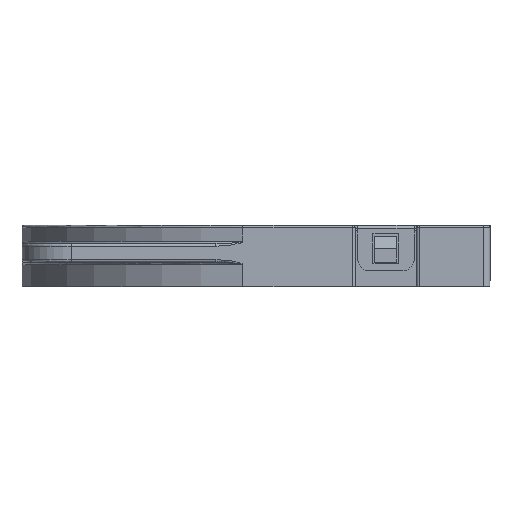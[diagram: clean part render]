
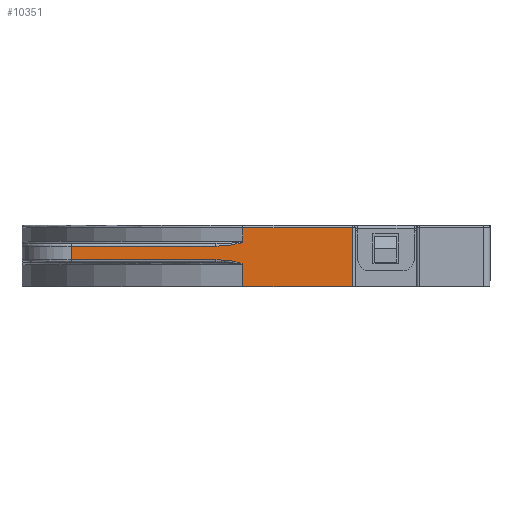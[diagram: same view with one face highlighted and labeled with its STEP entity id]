
A CAD part, left-side view. The second image highlights one B-rep face of the part: STEP entity #10351.
In plain terms, the highlighted planar face has unit normal (-1, 0, 0).
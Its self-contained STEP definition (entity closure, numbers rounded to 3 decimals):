
#48 = CARTESIAN_POINT ( 'NONE',  ( -21., 2.076, 3.7 ) ) ;
#54 = CARTESIAN_POINT ( 'NONE',  ( -21., 16., 5. ) ) ;
#195 = DIRECTION ( 'NONE',  ( 0., 0., 1. ) ) ;
#285 = LINE ( 'NONE', #3466, #551 ) ;
#551 = VECTOR ( 'NONE', #7533, 1000. ) ;
#599 = ORIENTED_EDGE ( 'NONE', *, *, #2424, .F. ) ;
#687 = VECTOR ( 'NONE', #7221, 1000. ) ;
#875 = EDGE_LOOP ( 'NONE', ( #2098, #4598, #6575, #3901, #5664, #4036, #599, #2440, #2660, #9991 ) ) ;
#987 = VERTEX_POINT ( 'NONE', #3822 ) ;
#1232 = VERTEX_POINT ( 'NONE', #8087 ) ;
#1293 = CARTESIAN_POINT ( 'NONE',  ( -21., 4.251, 2.2 ) ) ;
#1360 = CARTESIAN_POINT ( 'NONE',  ( -21., 2.754, 2.07 ) ) ;
#1553 = FACE_OUTER_BOUND ( 'NONE', #875, .T. ) ;
#1578 = CARTESIAN_POINT ( 'NONE',  ( -21., -6.847, 4.8 ) ) ;
#1659 = CARTESIAN_POINT ( 'NONE',  ( -21., 3.501, 3.327 ) ) ;
#1764 = EDGE_CURVE ( 'NONE', #9472, #1232, #9063, .T. ) ;
#1915 = LINE ( 'NONE', #3248, #2301 ) ;
#2024 = CARTESIAN_POINT ( 'NONE',  ( -21., 0., 3.3 ) ) ;
#2098 = ORIENTED_EDGE ( 'NONE', *, *, #3373, .F. ) ;
#2130 = VERTEX_POINT ( 'NONE', #2827 ) ;
#2301 = VECTOR ( 'NONE', #4117, 1000. ) ;
#2366 = EDGE_CURVE ( 'NONE', #8833, #2130, #4644, .T. ) ;
#2383 = CARTESIAN_POINT ( 'NONE',  ( -21., 3.499, 2.173 ) ) ;
#2424 = EDGE_CURVE ( 'NONE', #9375, #9839, #7288, .T. ) ;
#2440 = ORIENTED_EDGE ( 'NONE', *, *, #10273, .F. ) ;
#2492 = CARTESIAN_POINT ( 'NONE',  ( -21., 2.149, 3.611 ) ) ;
#2660 = ORIENTED_EDGE ( 'NONE', *, *, #10115, .F. ) ;
#2827 = CARTESIAN_POINT ( 'NONE',  ( -21., 2.076, 1.8 ) ) ;
#3170 = CARTESIAN_POINT ( 'NONE',  ( -21., 4.251, 2.2 ) ) ;
#3248 = CARTESIAN_POINT ( 'NONE',  ( -21., -6.847, 5. ) ) ;
#3286 = CARTESIAN_POINT ( 'NONE',  ( -21., 2.941, 3.4 ) ) ;
#3373 = EDGE_CURVE ( 'NONE', #2130, #9472, #7343, .T. ) ;
#3466 = CARTESIAN_POINT ( 'NONE',  ( -21., 0., 0. ) ) ;
#3577 = EDGE_CURVE ( 'NONE', #8833, #7103, #285, .T. ) ;
#3637 = VECTOR ( 'NONE', #195, 1000. ) ;
#3705 = CARTESIAN_POINT ( 'NONE',  ( -21., 2.076, 0. ) ) ;
#3819 = PLANE ( 'NONE',  #9011 ) ;
#3822 = CARTESIAN_POINT ( 'NONE',  ( -21., 16., 3.3 ) ) ;
#3901 = ORIENTED_EDGE ( 'NONE', *, *, #5773, .F. ) ;
#3930 = CARTESIAN_POINT ( 'NONE',  ( -21., 2.21, 1.922 ) ) ;
#3993 = CARTESIAN_POINT ( 'NONE',  ( -21., 2.94, 2.1 ) ) ;
#4027 = DIRECTION ( 'NONE',  ( 0., 0., 1. ) ) ;
#4036 = ORIENTED_EDGE ( 'NONE', *, *, #8463, .F. ) ;
#4074 = CARTESIAN_POINT ( 'NONE',  ( -21., 2.255, 3.561 ) ) ;
#4117 = DIRECTION ( 'NONE',  ( 0., 0., -1. ) ) ;
#4184 = CARTESIAN_POINT ( 'NONE',  ( -21., 4.251, 3.3 ) ) ;
#4553 = VERTEX_POINT ( 'NONE', #7728 ) ;
#4598 = ORIENTED_EDGE ( 'NONE', *, *, #2366, .F. ) ;
#4644 = LINE ( 'NONE', #9963, #8526 ) ;
#5025 = CARTESIAN_POINT ( 'NONE',  ( -21., 2.389, 3.515 ) ) ;
#5492 = CARTESIAN_POINT ( 'NONE',  ( -21., 2.128, 1.876 ) ) ;
#5597 = CARTESIAN_POINT ( 'NONE',  ( -21., 2.388, 1.985 ) ) ;
#5618 = DIRECTION ( 'NONE',  ( 0., 1., 0. ) ) ;
#5664 = ORIENTED_EDGE ( 'NONE', *, *, #7191, .F. ) ;
#5705 = CARTESIAN_POINT ( 'NONE',  ( -21., 2.076, 3.675 ) ) ;
#5773 = EDGE_CURVE ( 'NONE', #5904, #7103, #1915, .T. ) ;
#5853 = CARTESIAN_POINT ( 'NONE',  ( -21., 2.211, 3.578 ) ) ;
#5904 = VERTEX_POINT ( 'NONE', #1578 ) ;
#5976 = CARTESIAN_POINT ( 'NONE',  ( -21., 4.251, 3.3 ) ) ;
#6086 = CARTESIAN_POINT ( 'NONE',  ( -21., 0., 4.8 ) ) ;
#6315 = CARTESIAN_POINT ( 'NONE',  ( -21., 2.254, 1.939 ) ) ;
#6392 = CARTESIAN_POINT ( 'NONE',  ( -21., 2.076, 1.8 ) ) ;
#6575 = ORIENTED_EDGE ( 'NONE', *, *, #3577, .T. ) ;
#6638 = CARTESIAN_POINT ( 'NONE',  ( -21., 2.481, 3.492 ) ) ;
#6801 = CARTESIAN_POINT ( 'NONE',  ( -21., -6.847, 0. ) ) ;
#7038 = CARTESIAN_POINT ( 'NONE',  ( -21., 0., 5. ) ) ;
#7103 = VERTEX_POINT ( 'NONE', #6801 ) ;
#7191 = EDGE_CURVE ( 'NONE', #4553, #5904, #8969, .T. ) ;
#7208 = CARTESIAN_POINT ( 'NONE',  ( -21., 2.076, 1.825 ) ) ;
#7221 = DIRECTION ( 'NONE',  ( 0., -1., 0. ) ) ;
#7266 = CARTESIAN_POINT ( 'NONE',  ( -21., 0., 2.2 ) ) ;
#7288 = B_SPLINE_CURVE_WITH_KNOTS ( 'NONE', 3,
 ( #4184, #10677, #1659, #3286, #7436, #6638, #5025, #4074, #5853, #2492, #9059, #9101, #5705, #48 ),
 .UNSPECIFIED., .F., .F.,
 ( 4, 2, 2, 2, 2, 2, 4 ),
 ( 0., 0.5, 0.75, 0.875, 0.938, 0.969, 1. ),
 .UNSPECIFIED. ) ;
#7310 = CARTESIAN_POINT ( 'NONE',  ( -21., 2.076, 5. ) ) ;
#7343 = B_SPLINE_CURVE_WITH_KNOTS ( 'NONE', 3,
 ( #6392, #7208, #8039, #5492, #10423, #3930, #6315, #5597, #7929, #1360, #3993, #2383, #8109, #3170 ),
 .UNSPECIFIED., .F., .F.,
 ( 4, 2, 2, 2, 2, 2, 4 ),
 ( 0., 0.031, 0.063, 0.125, 0.25, 0.5, 1. ),
 .UNSPECIFIED. ) ;
#7436 = CARTESIAN_POINT ( 'NONE',  ( -21., 2.755, 3.43 ) ) ;
#7533 = DIRECTION ( 'NONE',  ( 0., -1., 0. ) ) ;
#7679 = DIRECTION ( 'NONE',  ( 0., -1., 0. ) ) ;
#7728 = CARTESIAN_POINT ( 'NONE',  ( -21., 2.076, 4.8 ) ) ;
#7929 = CARTESIAN_POINT ( 'NONE',  ( -21., 2.479, 2.008 ) ) ;
#8006 = CARTESIAN_POINT ( 'NONE',  ( -21., 2.076, 3.7 ) ) ;
#8008 = VECTOR ( 'NONE', #7679, 1000. ) ;
#8025 = VECTOR ( 'NONE', #4027, 1000. ) ;
#8039 = CARTESIAN_POINT ( 'NONE',  ( -21., 2.092, 1.845 ) ) ;
#8087 = CARTESIAN_POINT ( 'NONE',  ( -21., 16., 2.2 ) ) ;
#8109 = CARTESIAN_POINT ( 'NONE',  ( -21., 3.875, 2.2 ) ) ;
#8285 = LINE ( 'NONE', #2024, #8008 ) ;
#8463 = EDGE_CURVE ( 'NONE', #9839, #4553, #10362, .T. ) ;
#8526 = VECTOR ( 'NONE', #9924, 1000. ) ;
#8802 = DIRECTION ( 'NONE',  ( 1., 0., 0. ) ) ;
#8833 = VERTEX_POINT ( 'NONE', #3705 ) ;
#8969 = LINE ( 'NONE', #6086, #687 ) ;
#9011 = AXIS2_PLACEMENT_3D ( 'NONE', #7038, #8802, #10357 ) ;
#9059 = CARTESIAN_POINT ( 'NONE',  ( -21., 2.128, 3.624 ) ) ;
#9063 = LINE ( 'NONE', #7266, #10744 ) ;
#9101 = CARTESIAN_POINT ( 'NONE',  ( -21., 2.092, 3.655 ) ) ;
#9375 = VERTEX_POINT ( 'NONE', #5976 ) ;
#9472 = VERTEX_POINT ( 'NONE', #1293 ) ;
#9822 = LINE ( 'NONE', #54, #3637 ) ;
#9839 = VERTEX_POINT ( 'NONE', #8006 ) ;
#9924 = DIRECTION ( 'NONE',  ( 0., 0., 1. ) ) ;
#9963 = CARTESIAN_POINT ( 'NONE',  ( -21., 2.076, 5. ) ) ;
#9991 = ORIENTED_EDGE ( 'NONE', *, *, #1764, .F. ) ;
#10115 = EDGE_CURVE ( 'NONE', #1232, #987, #9822, .T. ) ;
#10273 = EDGE_CURVE ( 'NONE', #987, #9375, #8285, .T. ) ;
#10351 = ADVANCED_FACE ( 'NONE', ( #1553 ), #3819, .F. ) ;
#10357 = DIRECTION ( 'NONE',  ( 0., 1., 0. ) ) ;
#10362 = LINE ( 'NONE', #7310, #8025 ) ;
#10423 = CARTESIAN_POINT ( 'NONE',  ( -21., 2.148, 1.888 ) ) ;
#10677 = CARTESIAN_POINT ( 'NONE',  ( -21., 3.876, 3.3 ) ) ;
#10744 = VECTOR ( 'NONE', #5618, 1000. ) ;
